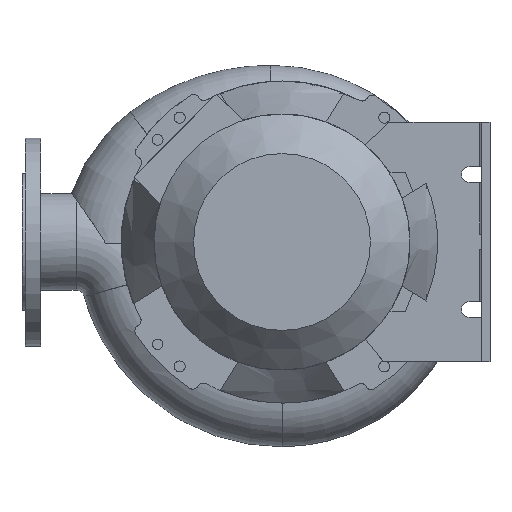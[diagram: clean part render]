
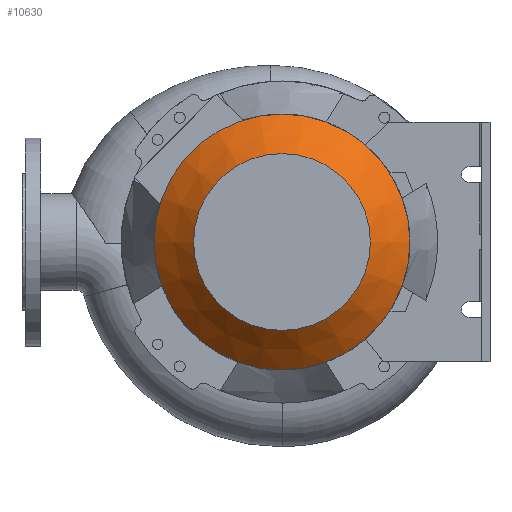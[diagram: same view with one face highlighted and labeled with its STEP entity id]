
A CAD part, left-side view. The second image highlights one B-rep face of the part: STEP entity #10630.
In plain terms, the highlighted conical face has half-angle 45 degrees and reference radius 104 mm.
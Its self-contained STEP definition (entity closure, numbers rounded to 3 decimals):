
#17=CONICAL_SURFACE('',#11427,104.,45.);
#226=FACE_BOUND('',#1988,.T.);
#1360=FACE_OUTER_BOUND('',#1987,.T.);
#1987=EDGE_LOOP('',(#9777));
#1988=EDGE_LOOP('',(#9778));
#4185=CIRCLE('',#11426,123.);
#4186=CIRCLE('',#11428,85.);
#5236=VERTEX_POINT('',#19966);
#5237=VERTEX_POINT('',#19969);
#6778=EDGE_CURVE('',#5236,#5236,#4185,.T.);
#6779=EDGE_CURVE('',#5237,#5237,#4186,.T.);
#9777=ORIENTED_EDGE('',*,*,#6779,.F.);
#9778=ORIENTED_EDGE('',*,*,#6778,.T.);
#10630=ADVANCED_FACE('',(#1360,#226),#17,.T.);
#11426=AXIS2_PLACEMENT_3D('',#19967,#13913,#13914);
#11427=AXIS2_PLACEMENT_3D('',#19968,#13915,#13916);
#11428=AXIS2_PLACEMENT_3D('',#19970,#13917,#13918);
#13913=DIRECTION('center_axis',(-1.,0.,0.));
#13914=DIRECTION('ref_axis',(0.,0.,1.));
#13915=DIRECTION('center_axis',(1.,0.,0.));
#13916=DIRECTION('ref_axis',(0.,1.,0.));
#13917=DIRECTION('center_axis',(-1.,0.,0.));
#13918=DIRECTION('ref_axis',(0.,0.,1.));
#19966=CARTESIAN_POINT('',(-620.,303.,0.));
#19967=CARTESIAN_POINT('Origin',(-620.,180.,0.));
#19968=CARTESIAN_POINT('Origin',(-639.,180.,0.));
#19969=CARTESIAN_POINT('',(-658.,265.,0.));
#19970=CARTESIAN_POINT('Origin',(-658.,180.,0.));
